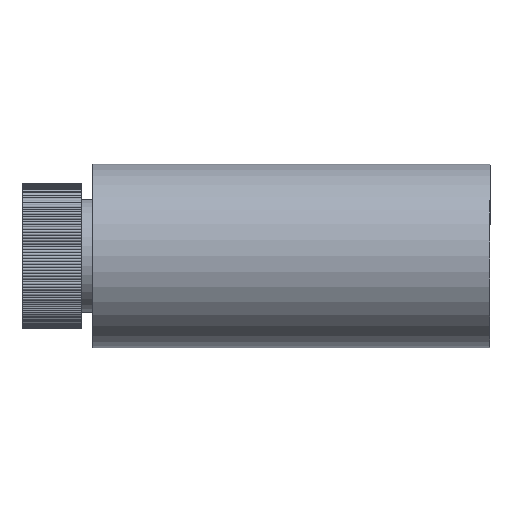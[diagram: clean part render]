
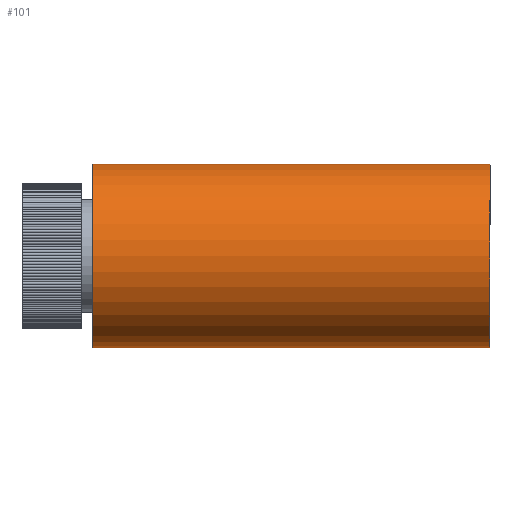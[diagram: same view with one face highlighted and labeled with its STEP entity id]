
A CAD part, top view. The second image highlights one B-rep face of the part: STEP entity #101.
In plain terms, the highlighted cylindrical face has radius 6.5 mm (diameter 13 mm), a partial arc.
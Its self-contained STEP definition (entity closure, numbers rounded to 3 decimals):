
#101 = ADVANCED_FACE('',(#102),#138,.T.);
#102 = FACE_BOUND('',#103,.T.);
#103 = EDGE_LOOP('',(#104,#115,#123,#132));
#104 = ORIENTED_EDGE('',*,*,#105,.F.);
#105 = EDGE_CURVE('',#106,#108,#110,.T.);
#106 = VERTEX_POINT('',#107);
#107 = CARTESIAN_POINT('',(16.41,6.49,5.35));
#108 = VERTEX_POINT('',#109);
#109 = CARTESIAN_POINT('',(16.41,-6.51,5.35));
#110 = CIRCLE('',#111,6.5);
#111 = AXIS2_PLACEMENT_3D('',#112,#113,#114);
#112 = CARTESIAN_POINT('',(16.41,-0.01,5.35));
#113 = DIRECTION('',(1.,0.,0.));
#114 = DIRECTION('',(0.,1.,0.));
#115 = ORIENTED_EDGE('',*,*,#116,.T.);
#116 = EDGE_CURVE('',#106,#117,#119,.T.);
#117 = VERTEX_POINT('',#118);
#118 = CARTESIAN_POINT('',(-11.69,6.49,5.35));
#119 = LINE('',#120,#121);
#120 = CARTESIAN_POINT('',(16.41,6.49,5.35));
#121 = VECTOR('',#122,1.);
#122 = DIRECTION('',(-1.,0.,0.));
#123 = ORIENTED_EDGE('',*,*,#124,.T.);
#124 = EDGE_CURVE('',#117,#125,#127,.T.);
#125 = VERTEX_POINT('',#126);
#126 = CARTESIAN_POINT('',(-11.69,-6.51,5.35));
#127 = CIRCLE('',#128,6.5);
#128 = AXIS2_PLACEMENT_3D('',#129,#130,#131);
#129 = CARTESIAN_POINT('',(-11.69,-0.01,5.35));
#130 = DIRECTION('',(1.,0.,0.));
#131 = DIRECTION('',(0.,1.,0.));
#132 = ORIENTED_EDGE('',*,*,#133,.F.);
#133 = EDGE_CURVE('',#108,#125,#134,.T.);
#134 = LINE('',#135,#136);
#135 = CARTESIAN_POINT('',(16.41,-6.51,5.35));
#136 = VECTOR('',#137,1.);
#137 = DIRECTION('',(-1.,0.,0.));
#138 = CYLINDRICAL_SURFACE('',#139,6.5);
#139 = AXIS2_PLACEMENT_3D('',#140,#141,#142);
#140 = CARTESIAN_POINT('',(16.41,-0.01,5.35));
#141 = DIRECTION('',(-1.,0.,0.));
#142 = DIRECTION('',(0.,-1.,0.));
